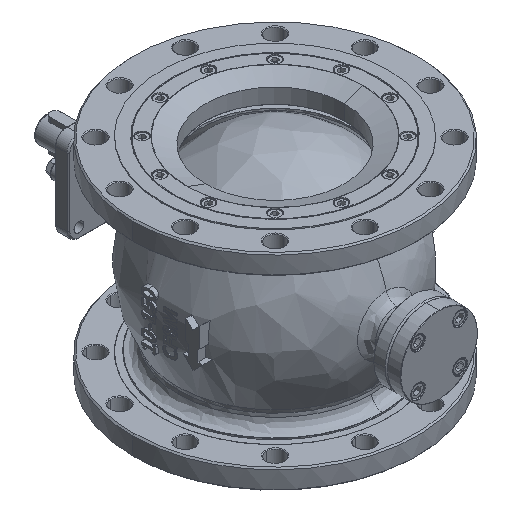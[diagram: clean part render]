
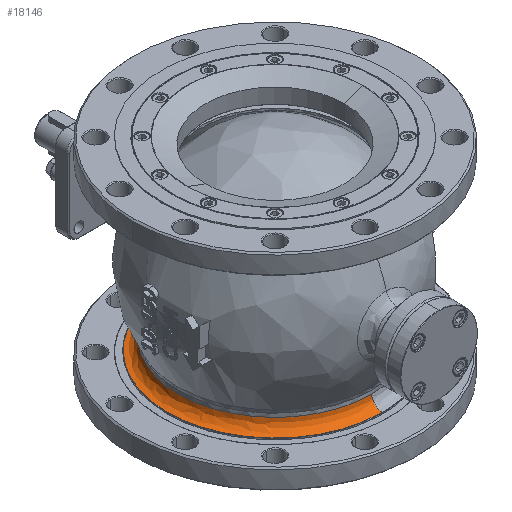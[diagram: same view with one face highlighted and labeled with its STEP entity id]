
A CAD part, isometric view. The second image highlights one B-rep face of the part: STEP entity #18146.
In plain terms, the highlighted free-form (B-spline) face has degree [3, 3] with [4, 4] control points.
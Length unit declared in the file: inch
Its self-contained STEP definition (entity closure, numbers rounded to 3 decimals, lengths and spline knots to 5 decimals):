
#412 = ORIENTED_EDGE ( 'NONE', *, *, #5129, .T. ) ;
#445 = CARTESIAN_POINT ( 'NONE',  ( 0., -5.43307, -3.79921 ) ) ;
#772 = CARTESIAN_POINT ( 'NONE',  ( 0., -5.43307, -4.14515 ) ) ;
#1496 =( BOUNDED_CURVE ( )  B_SPLINE_CURVE ( 3, ( #28033, #48768, #33394, #54439 ),
 .UNSPECIFIED., .F., .T. ) 
 B_SPLINE_CURVE_WITH_KNOTS ( ( 4, 4 ),
 ( 0., 1. ),
 .UNSPECIFIED. ) 
 CURVE ( )  GEOMETRIC_REPRESENTATION_ITEM ( )  RATIONAL_B_SPLINE_CURVE ( ( 0.957, 0.319, 0.319, 0.957 ) ) 
 REPRESENTATION_ITEM ( '' )  );
#1926 = EDGE_CURVE ( 'NONE', #21917, #10627, #1496, .T. ) ;
#2982 = CARTESIAN_POINT ( 'NONE',  ( 0., -5.68107, -4.4271 ) ) ;
#3074 = EDGE_CURVE ( 'NONE', #21348, #53782, #45125, .T. ) ;
#3431 = EDGE_CURVE ( 'NONE', #53782, #21917, #21694, .T. ) ;
#4556 = CARTESIAN_POINT ( 'NONE',  ( -2.71654, -5.43307, -3.79921 ) ) ;
#5129 = EDGE_CURVE ( 'NONE', #10627, #59981, #37969, .T. ) ;
#5228 = ORIENTED_EDGE ( 'NONE', *, *, #3431, .T. ) ;
#6146 = CARTESIAN_POINT ( 'NONE',  ( 0., 5.43307, -3.79921 ) ) ;
#6493 = CARTESIAN_POINT ( 'NONE',  ( 0., -5.67769, -4.38976 ) ) ;
#7714 = CARTESIAN_POINT ( 'NONE',  ( 0., 5.43602, -3.74026 ) ) ;
#10627 = VERTEX_POINT ( 'NONE', #56587 ) ;
#15351 = CARTESIAN_POINT ( 'NONE',  ( -5.43307, 0., -3.79921 ) ) ;
#15511 = FACE_OUTER_BOUND ( 'NONE', #22350, .T. ) ;
#16784 = ORIENTED_EDGE ( 'NONE', *, *, #1926, .T. ) ;
#17156 = CARTESIAN_POINT ( 'NONE',  ( -12.16516, -6.08258, -4.38681 ) ) ;
#18146 = ADVANCED_FACE ( 'NONE', ( #15511 ), #55081, .T. ) ;
#21348 = VERTEX_POINT ( 'NONE', #54797 ) ;
#21694 =( BOUNDED_CURVE ( )  B_SPLINE_CURVE ( 3, ( #445, #772, #6493, #25944 ),
 .UNSPECIFIED., .F., .T. ) 
 B_SPLINE_CURVE_WITH_KNOTS ( ( 4, 4 ),
 ( 0., 1. ),
 .UNSPECIFIED. ) 
 CURVE ( )  GEOMETRIC_REPRESENTATION_ITEM ( )  RATIONAL_B_SPLINE_CURVE ( ( 0.957, 0.77, 0.77, 0.957 ) ) 
 REPRESENTATION_ITEM ( '' )  );
#21917 = VERTEX_POINT ( 'NONE', #52437 ) ;
#22155 = CARTESIAN_POINT ( 'NONE',  ( 0., -5.39574, -4.14176 ) ) ;
#22350 = EDGE_LOOP ( 'NONE', ( #16784, #412, #60899, #24281, #5228 ) ) ;
#23480 = CARTESIAN_POINT ( 'NONE',  ( -11.36214, -5.68107, -4.4271 ) ) ;
#24281 = ORIENTED_EDGE ( 'NONE', *, *, #3074, .T. ) ;
#25939 = CARTESIAN_POINT ( 'NONE',  ( -2.71654, 5.43307, -3.79921 ) ) ;
#25944 = CARTESIAN_POINT ( 'NONE',  ( 0., -6.02362, -4.38976 ) ) ;
#27256 =( BOUNDED_CURVE ( )  B_SPLINE_CURVE ( 3, ( #6146, #25939, #30999, #41722 ),
 .UNSPECIFIED., .F., .F. ) 
 B_SPLINE_CURVE_WITH_KNOTS ( ( 4, 4 ),
 ( 0., 1. ),
 .UNSPECIFIED. ) 
 CURVE ( )  GEOMETRIC_REPRESENTATION_ITEM ( )  RATIONAL_B_SPLINE_CURVE ( ( 0.957, 0.638, 0.478, 0.478 ) ) 
 REPRESENTATION_ITEM ( '' )  );
#27508 = CARTESIAN_POINT ( 'NONE',  ( -10.87204, 5.43602, -3.74026 ) ) ;
#28033 = CARTESIAN_POINT ( 'NONE',  ( 0., -6.02362, -4.38976 ) ) ;
#30999 = CARTESIAN_POINT ( 'NONE',  ( -5.43307, 3.62205, -3.79921 ) ) ;
#31530 = CARTESIAN_POINT ( 'NONE',  ( 0., 5.43307, -3.79921 ) ) ;
#33207 = CARTESIAN_POINT ( 'NONE',  ( 0., -5.43602, -3.74026 ) ) ;
#33394 = CARTESIAN_POINT ( 'NONE',  ( -12.04724, 6.02362, -4.38976 ) ) ;
#33530 = CARTESIAN_POINT ( 'NONE',  ( 0., 6.08258, -4.38681 ) ) ;
#37969 =( BOUNDED_CURVE ( )  B_SPLINE_CURVE ( 3, ( #61610, #51267, #46229, #31530 ),
 .UNSPECIFIED., .F., .T. ) 
 B_SPLINE_CURVE_WITH_KNOTS ( ( 4, 4 ),
 ( 0., 1. ),
 .UNSPECIFIED. ) 
 CURVE ( )  GEOMETRIC_REPRESENTATION_ITEM ( )  RATIONAL_B_SPLINE_CURVE ( ( 0.957, 0.77, 0.77, 0.957 ) ) 
 REPRESENTATION_ITEM ( '' )  );
#41722 = CARTESIAN_POINT ( 'NONE',  ( -5.43307, 0., -3.79921 ) ) ;
#43580 = CARTESIAN_POINT ( 'NONE',  ( 0., 5.68107, -4.4271 ) ) ;
#43899 = CARTESIAN_POINT ( 'NONE',  ( 0., 5.39574, -4.14176 ) ) ;
#44802 = CARTESIAN_POINT ( 'NONE',  ( -5.43307, -3.62205, -3.79921 ) ) ;
#45125 =( BOUNDED_CURVE ( )  B_SPLINE_CURVE ( 3, ( #15351, #44802, #4556, #65237 ),
 .UNSPECIFIED., .F., .T. ) 
 B_SPLINE_CURVE_WITH_KNOTS ( ( 4, 4 ),
 ( 0., 1. ),
 .UNSPECIFIED. ) 
 CURVE ( )  GEOMETRIC_REPRESENTATION_ITEM ( )  RATIONAL_B_SPLINE_CURVE ( ( 0.478, 0.478, 0.638, 0.957 ) ) 
 REPRESENTATION_ITEM ( '' )  );
#46229 = CARTESIAN_POINT ( 'NONE',  ( 0., 5.43307, -4.14515 ) ) ;
#48768 = CARTESIAN_POINT ( 'NONE',  ( -12.04724, -6.02362, -4.38976 ) ) ;
#48902 = CARTESIAN_POINT ( 'NONE',  ( 0., -6.08258, -4.38681 ) ) ;
#51267 = CARTESIAN_POINT ( 'NONE',  ( 0., 5.67769, -4.38976 ) ) ;
#52437 = CARTESIAN_POINT ( 'NONE',  ( 0., -6.02362, -4.38976 ) ) ;
#52630 = CARTESIAN_POINT ( 'NONE',  ( -11.36214, 5.68107, -4.4271 ) ) ;
#52945 = CARTESIAN_POINT ( 'NONE',  ( -10.79147, 5.39574, -4.14176 ) ) ;
#53270 = CARTESIAN_POINT ( 'NONE',  ( -10.87204, -5.43602, -3.74026 ) ) ;
#53599 = CARTESIAN_POINT ( 'NONE',  ( -10.79147, -5.39574, -4.14176 ) ) ;
#53782 = VERTEX_POINT ( 'NONE', #63330 ) ;
#54439 = CARTESIAN_POINT ( 'NONE',  ( 0., 6.02362, -4.38976 ) ) ;
#54797 = CARTESIAN_POINT ( 'NONE',  ( -5.43307, 0., -3.79921 ) ) ;
#55081 =( BOUNDED_SURFACE ( )  B_SPLINE_SURFACE ( 3, 3, ( 
 ( #33530, #63993, #17156, #48902 ),
 ( #43580, #52630, #23480, #2982 ),
 ( #43899, #52945, #53599, #22155 ),
 ( #7714, #27508, #53270, #33207 ) ),
 .UNSPECIFIED., .F., .F., .T. ) 
 B_SPLINE_SURFACE_WITH_KNOTS ( ( 4, 4 ),
 ( 4, 4 ),
 ( 0., 1. ),
 ( 0., 1. ),
 .UNSPECIFIED. ) 
 GEOMETRIC_REPRESENTATION_ITEM ( )  RATIONAL_B_SPLINE_SURFACE ( (
 ( 1., 0.333, 0.333, 1.),
 ( 0.755, 0.252, 0.252, 0.755),
 ( 0.755, 0.252, 0.252, 0.755),
 ( 1., 0.333, 0.333, 1.) ) ) 
 REPRESENTATION_ITEM ( '' )  SURFACE ( )  );
#56587 = CARTESIAN_POINT ( 'NONE',  ( 0., 6.02362, -4.38976 ) ) ;
#59981 = VERTEX_POINT ( 'NONE', #64189 ) ;
#60899 = ORIENTED_EDGE ( 'NONE', *, *, #62896, .T. ) ;
#61610 = CARTESIAN_POINT ( 'NONE',  ( 0., 6.02362, -4.38976 ) ) ;
#62896 = EDGE_CURVE ( 'NONE', #59981, #21348, #27256, .T. ) ;
#63330 = CARTESIAN_POINT ( 'NONE',  ( 0., -5.43307, -3.79921 ) ) ;
#63993 = CARTESIAN_POINT ( 'NONE',  ( -12.16516, 6.08258, -4.38681 ) ) ;
#64189 = CARTESIAN_POINT ( 'NONE',  ( 0., 5.43307, -3.79921 ) ) ;
#65237 = CARTESIAN_POINT ( 'NONE',  ( 0., -5.43307, -3.79921 ) ) ;
